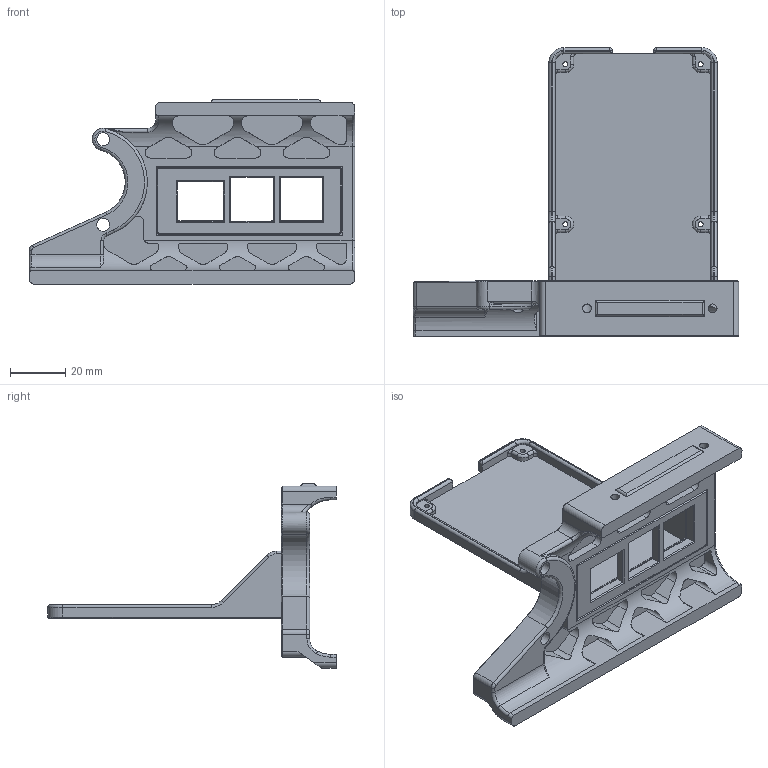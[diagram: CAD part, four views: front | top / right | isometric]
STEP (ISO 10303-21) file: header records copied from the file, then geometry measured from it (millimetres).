
FILE_DESCRIPTION(/* description */ (''),/* implementation_level */ '2;1');
FILE_NAME(/* name */ 'PiPlatewithSkirts_v16.step',/* time_stamp */ '2022-04-15T11:57:45-07:00',/* author */ (''),/* organization */ (''),/* preprocessor_version */ 'ST-DEVELOPER v18.1',/* originating_system */ 'Autodesk Translation Framework v10.14.0.1471',/* authorisation */ '');
FILE_SCHEMA (('AUTOMOTIVE_DESIGN { 1 0 10303 214 3 1 1 }'));
Length unit declared in the file: millimetre
Products named in the file (3): Pi Plate with Skirt Adapters; Pi3 Plate; 2.4r2 Skirt for Pi Plate
Assembly tree (2 placements, depth 2):
  Pi Plate with Skirt Adapters
    Pi3 Plate
    2.4r2 Skirt for Pi Plate
Bounding box: 118 x 104.55 x 66.8 mm (x, y, z)
Volume: 53690.2 mm3; surface area: 36246.8 mm2
Topology: 2 solids, 2 shells, 374 faces, 973 edges, 605 vertices
Faces by surface type: plane 168, cylinder 142, torus 36, cone 22, bspline 4, sphere 2
Full cylindrical faces by diameter (mm): 1.8 x4, 3.2 x2, 4.7 x3, 6 x2
Entity records: 12023 total; most frequent: CARTESIAN_POINT 2599, DIRECTION 2005, ORIENTED_EDGE 1944, EDGE_CURVE 972, AXIS2_PLACEMENT_3D 719, VERTEX_POINT 605, LINE 567, VECTOR 567
